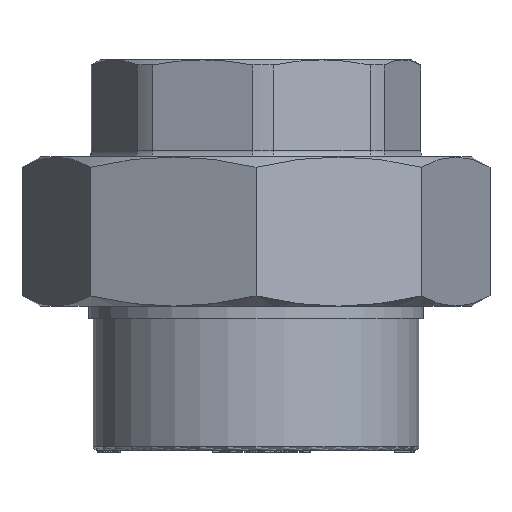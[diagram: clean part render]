
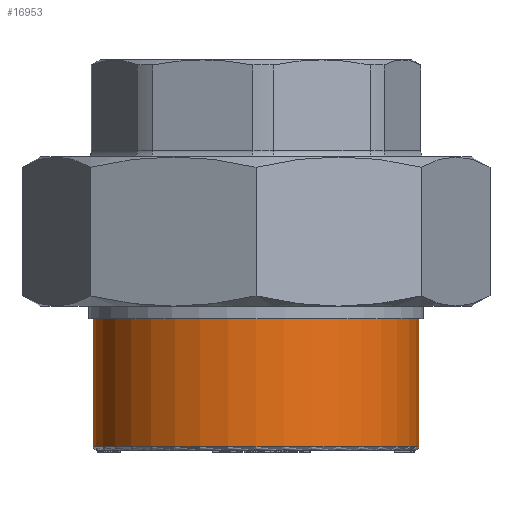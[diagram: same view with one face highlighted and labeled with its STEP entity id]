
A CAD part, front view. The second image highlights one B-rep face of the part: STEP entity #16953.
In plain terms, the highlighted cylindrical face has radius 24 mm (diameter 48 mm), a full revolution.
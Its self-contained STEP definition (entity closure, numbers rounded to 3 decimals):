
#1007=FACE_OUTER_BOUND('',#1935,.T.);
#1935=EDGE_LOOP('',(#12536,#12537,#12538,#12539));
#2845=CIRCLE('',#17908,24.);
#2846=CIRCLE('',#17909,24.);
#3605=LINE('',#28237,#5849);
#5849=VECTOR('',#19528,24.);
#8163=VERTEX_POINT('',#28234);
#8164=VERTEX_POINT('',#28236);
#9884=EDGE_CURVE('',#8163,#8163,#2845,.T.);
#9885=EDGE_CURVE('',#8163,#8164,#3605,.T.);
#9886=EDGE_CURVE('',#8164,#8164,#2846,.T.);
#12536=ORIENTED_EDGE('',*,*,#9884,.T.);
#12537=ORIENTED_EDGE('',*,*,#9885,.T.);
#12538=ORIENTED_EDGE('',*,*,#9886,.T.);
#12539=ORIENTED_EDGE('',*,*,#9885,.F.);
#16862=CYLINDRICAL_SURFACE('',#17907,24.);
#16953=ADVANCED_FACE('',(#1007),#16862,.T.);
#17907=AXIS2_PLACEMENT_3D('',#28233,#19524,#19525);
#17908=AXIS2_PLACEMENT_3D('',#28235,#19526,#19527);
#17909=AXIS2_PLACEMENT_3D('',#28238,#19529,#19530);
#19524=DIRECTION('center_axis',(0.,0.,
-1.));
#19525=DIRECTION('ref_axis',(1.,0.,0.));
#19526=DIRECTION('center_axis',(0.,0.,
1.));
#19527=DIRECTION('ref_axis',(1.,0.,0.));
#19528=DIRECTION('',(0.,0.,1.));
#19529=DIRECTION('center_axis',(0.,0.,
-1.));
#19530=DIRECTION('ref_axis',(1.,0.,0.));
#28233=CARTESIAN_POINT('Origin',(0.,-0.031,
-7.668));
#28234=CARTESIAN_POINT('',(-24.,-0.031,-37.168));
#28235=CARTESIAN_POINT('Origin',(0.,-0.031,
-37.168));
#28236=CARTESIAN_POINT('',(-24.,-0.031,-18.268));
#28237=CARTESIAN_POINT('',(-24.,-0.031,-7.668));
#28238=CARTESIAN_POINT('Origin',(0.,-0.031,
-18.268));
